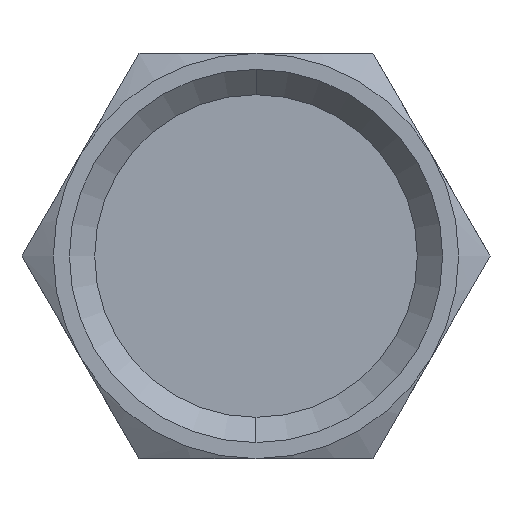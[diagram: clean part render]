
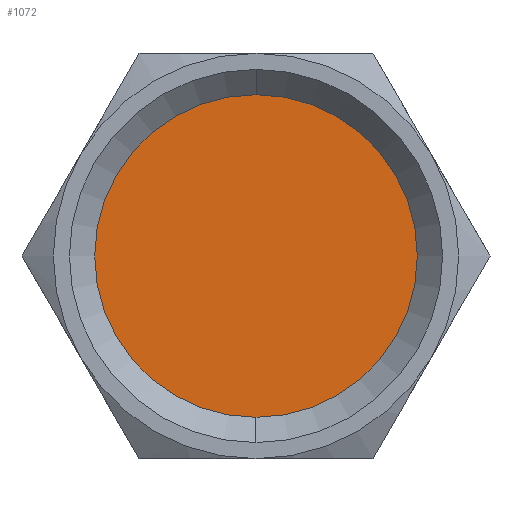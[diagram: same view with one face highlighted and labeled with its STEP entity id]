
A CAD part, front view. The second image highlights one B-rep face of the part: STEP entity #1072.
In plain terms, the highlighted planar face has unit normal (0, -1, 0).
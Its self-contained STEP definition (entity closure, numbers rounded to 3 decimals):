
#7 = FACE_OUTER_BOUND ( 'NONE', #635, .T. ) ;
#93 = AXIS2_PLACEMENT_3D ( 'NONE', #1842, #1841, #1840 ) ;
#183 = AXIS2_PLACEMENT_3D ( 'NONE', #2203, #2204, #2205 ) ;
#187 = AXIS2_PLACEMENT_3D ( 'NONE', #2221, #2222, #2223 ) ;
#404 = CARTESIAN_POINT ( 'NONE',  ( 0., 2.212, -9.55 ) ) ;
#427 = CARTESIAN_POINT ( 'NONE',  ( 0., 2.212, 9.55 ) ) ;
#635 = EDGE_LOOP ( 'NONE', ( #2392, #2393 ) ) ;
#1072 = ADVANCED_FACE ( 'NONE', ( #7 ), #1848, .F. ) ;
#1407 = EDGE_CURVE ( 'NONE', #1962, #1964, #1682, .T. ) ;
#1415 = EDGE_CURVE ( 'NONE', #1964, #1962, #1698, .T. ) ;
#1682 = CIRCLE ( 'NONE', #183, 9.55 ) ;
#1698 = CIRCLE ( 'NONE', #187, 9.55 ) ;
#1840 = DIRECTION ( 'NONE',  ( 0., 0., 1. ) ) ;
#1841 = DIRECTION ( 'NONE',  ( 0., 1., 0. ) ) ;
#1842 = CARTESIAN_POINT ( 'NONE',  ( 0., 2.212, 0. ) ) ;
#1848 = PLANE ( 'NONE',  #93 ) ;
#1962 = VERTEX_POINT ( 'NONE', #404 ) ;
#1964 = VERTEX_POINT ( 'NONE', #427 ) ;
#2203 = CARTESIAN_POINT ( 'NONE',  ( 0., 2.212, 0. ) ) ;
#2204 = DIRECTION ( 'NONE',  ( 0., 1., 0. ) ) ;
#2205 = DIRECTION ( 'NONE',  ( 0., 0., 1. ) ) ;
#2221 = CARTESIAN_POINT ( 'NONE',  ( 0., 2.212, 0. ) ) ;
#2222 = DIRECTION ( 'NONE',  ( 0., 1., 0. ) ) ;
#2223 = DIRECTION ( 'NONE',  ( 0., 0., 1. ) ) ;
#2392 = ORIENTED_EDGE ( 'NONE', *, *, #1407, .F. ) ;
#2393 = ORIENTED_EDGE ( 'NONE', *, *, #1415, .F. ) ;
